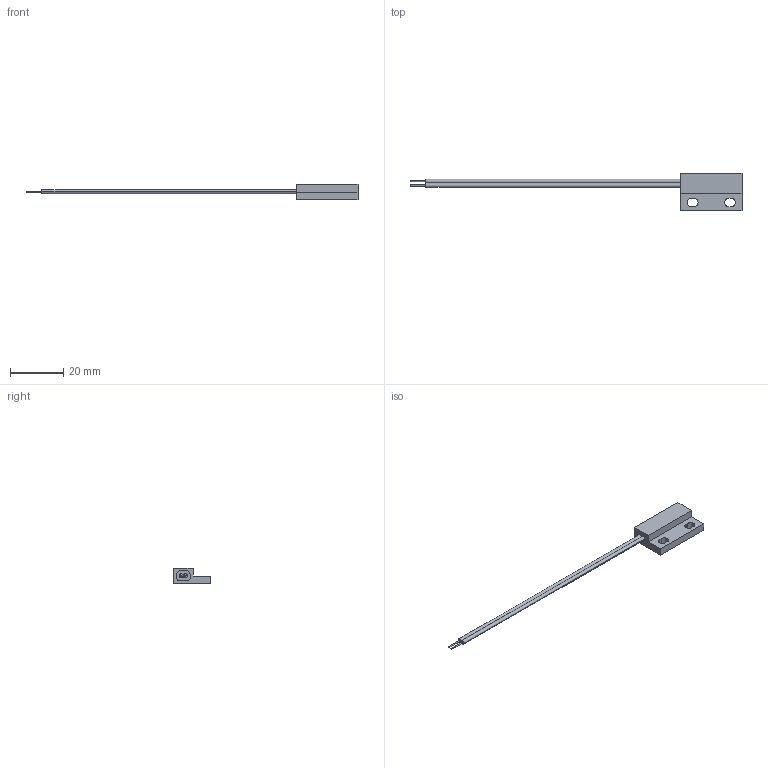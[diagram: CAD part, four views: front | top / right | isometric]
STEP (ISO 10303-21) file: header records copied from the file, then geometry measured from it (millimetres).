
FILE_DESCRIPTION (( 'STEP AP214' ), '1' );
FILE_NAME ('E544.STEP', '2020-12-30T08:03:52', ( '' ), ( '' ), 'SwSTEP 2.0', 'SolidWorks 2020', '' );
FILE_SCHEMA (( 'AUTOMOTIVE_DESIGN' ));
Length unit declared in the file: millimetre
Products named in the file (4): E544; 1E54 40 00 0000; solo cavi; Resina E544
Assembly tree (3 placements, depth 2):
  E544
    1E54 40 00 0000
    solo cavi
    Resina E544
Bounding box: 124.64 x 13.9 x 5.8 mm (x, y, z)
Volume: 1705.9 mm3; surface area: 2750 mm2
Topology: 4 solids, 4 shells, 43 faces, 96 edges, 64 vertices
Faces by surface type: plane 25, cylinder 18
Entity records: 1465 total; most frequent: DIRECTION 230, CARTESIAN_POINT 209, ORIENTED_EDGE 192, EDGE_CURVE 96, AXIS2_PLACEMENT_3D 85, VERTEX_POINT 64, LINE 60, VECTOR 60
